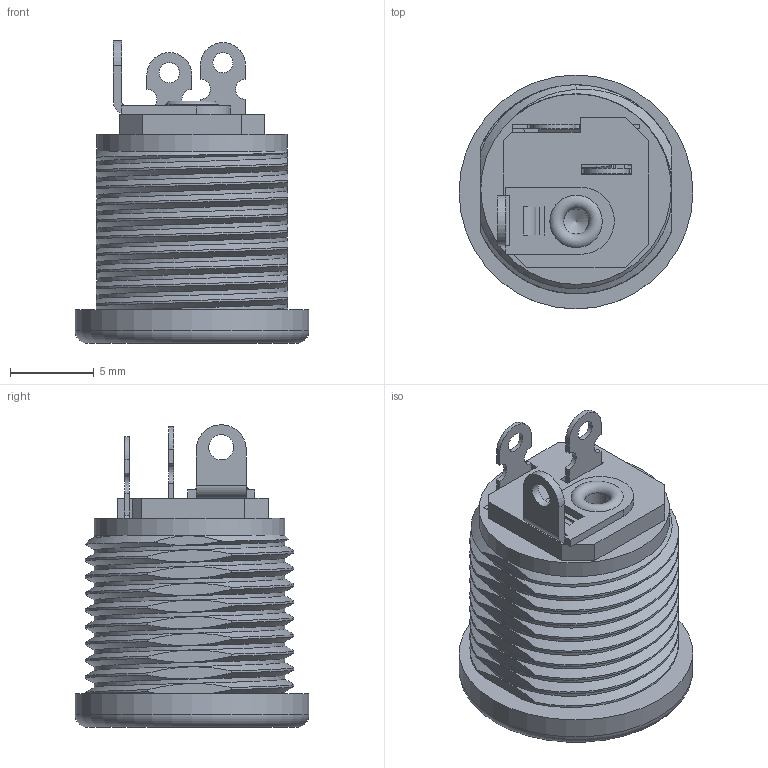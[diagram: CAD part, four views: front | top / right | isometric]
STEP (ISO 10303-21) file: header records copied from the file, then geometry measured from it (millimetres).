
FILE_DESCRIPTION(('FreeCAD Model'),'2;1');
FILE_NAME('MJ-10.step','2019-05-13T18:19:57',( 'kicad StepUp'),('ksu MCAD'),'Open CASCADE STEP processor 7.2', 'FreeCAD','Unknown');
FILE_SCHEMA(('AUTOMOTIVE_DESIGN { 1 0 10303 214 1 1 1 1 }'));
Length unit declared in the file: millimetre
Products named in the file (1): MJ-10
Bounding box: 14 x 14 x 18.1 mm (x, y, z)
Volume: 1083.5 mm3; surface area: 1896.6 mm2
Topology: 1 solids, 1 shells, 266 faces, 768 edges, 503 vertices
Faces by surface type: plane 180, cylinder 71, cone 6, torus 5, bspline 3, revolution 1
Full cylindrical faces by diameter (mm): 1.2 x2, 1.5 x2, 1.95 x2, 2.1 x1, 3.7 x1, 6.3 x1, 11.4 x1, 14 x1
Entity records: 17154 total; most frequent: CARTESIAN_POINT 9738, ORIENTED_EDGE 1534, DIRECTION 1324, EDGE_CURVE 767, LINE 505, VECTOR 505, VERTEX_POINT 503, AXIS2_PLACEMENT_3D 409
